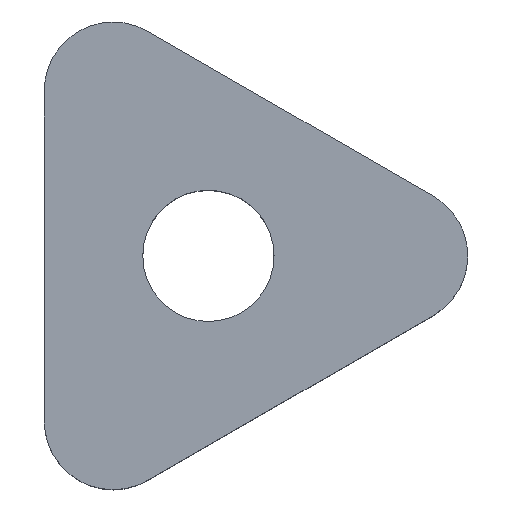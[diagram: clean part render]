
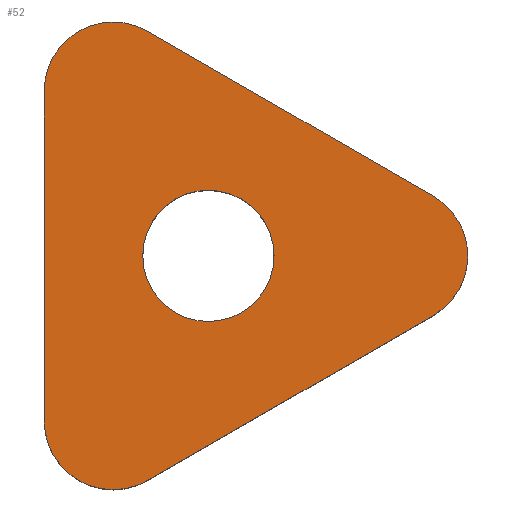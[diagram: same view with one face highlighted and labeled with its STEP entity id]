
A CAD part, top view. The second image highlights one B-rep face of the part: STEP entity #52.
In plain terms, the highlighted planar face has unit normal (0, 0, 1).
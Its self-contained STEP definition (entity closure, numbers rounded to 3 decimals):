
#52=ADVANCED_FACE('',(#85,#86),#58,.T.);
#58=PLANE('',#228);
#64=LINE('',#366,#76);
#67=LINE('',#374,#79);
#70=LINE('',#380,#82);
#76=VECTOR('',#251,1.);
#79=VECTOR('',#260,1.);
#82=VECTOR('',#265,1.);
#85=FACE_BOUND('',#97,.T.);
#86=FACE_BOUND('',#98,.T.);
#97=EDGE_LOOP('',(#132));
#98=EDGE_LOOP('',(#133,#134,#135,#136,#137,#138));
#132=ORIENTED_EDGE('',*,*,#174,.T.);
#133=ORIENTED_EDGE('',*,*,#172,.F.);
#134=ORIENTED_EDGE('',*,*,#171,.F.);
#135=ORIENTED_EDGE('',*,*,#173,.F.);
#136=ORIENTED_EDGE('',*,*,#168,.F.);
#137=ORIENTED_EDGE('',*,*,#166,.F.);
#138=ORIENTED_EDGE('',*,*,#164,.F.);
#148=VERTEX_POINT('',#363);
#149=VERTEX_POINT('',#365);
#150=VERTEX_POINT('',#369);
#151=VERTEX_POINT('',#373);
#152=VERTEX_POINT('',#377);
#153=VERTEX_POINT('',#379);
#154=VERTEX_POINT('',#387);
#164=EDGE_CURVE('',#149,#148,#64,.T.);
#166=EDGE_CURVE('',#148,#150,#179,.T.);
#168=EDGE_CURVE('',#150,#151,#67,.T.);
#171=EDGE_CURVE('',#153,#152,#70,.T.);
#172=EDGE_CURVE('',#152,#149,#180,.T.);
#173=EDGE_CURVE('',#151,#153,#181,.T.);
#174=EDGE_CURVE('',#154,#154,#182,.T.);
#179=CIRCLE('',#219,2.);
#180=CIRCLE('',#223,2.);
#181=CIRCLE('',#225,2.);
#182=CIRCLE('',#227,1.905);
#219=AXIS2_PLACEMENT_3D('',#370,#255,#256);
#223=AXIS2_PLACEMENT_3D('',#382,#268,#269);
#225=AXIS2_PLACEMENT_3D('',#384,#272,#273);
#227=AXIS2_PLACEMENT_3D('',#386,#276,#277);
#228=AXIS2_PLACEMENT_3D('',#388,#278,#279);
#251=DIRECTION('',(0.,1.,0.));
#255=DIRECTION('',(0.,0.,-1.));
#256=DIRECTION('',(1.,0.,0.));
#260=DIRECTION('',(0.866,-0.5,0.));
#265=DIRECTION('',(-0.866,-0.5,0.));
#268=DIRECTION('',(0.,0.,-1.));
#269=DIRECTION('',(1.,0.,0.));
#272=DIRECTION('',(0.,0.,-1.));
#273=DIRECTION('',(1.,0.,0.));
#276=DIRECTION('',(0.,0.,-1.));
#277=DIRECTION('',(1.,0.,0.));
#278=DIRECTION('',(0.,0.,1.));
#279=DIRECTION('',(1.,0.,0.));
#363=CARTESIAN_POINT('',(-4.763,4.785,0.));
#365=CARTESIAN_POINT('',(-4.763,-4.785,0.));
#366=CARTESIAN_POINT('',(-4.763,-16.,0.));
#369=CARTESIAN_POINT('',(-1.763,6.517,0.));
#370=CARTESIAN_POINT('',(-2.763,4.785,0.));
#373=CARTESIAN_POINT('',(6.525,1.732,0.));
#374=CARTESIAN_POINT('',(16.238,-3.876,0.));
#377=CARTESIAN_POINT('',(-1.763,-6.517,0.));
#379=CARTESIAN_POINT('',(6.525,-1.732,0.));
#380=CARTESIAN_POINT('',(16.238,3.876,0.));
#382=CARTESIAN_POINT('',(-2.763,-4.785,0.));
#384=CARTESIAN_POINT('',(5.525,0.,0.));
#386=CARTESIAN_POINT('',(0.,0.,0.));
#387=CARTESIAN_POINT('',(1.905,0.,0.));
#388=CARTESIAN_POINT('',(0.,0.,0.));
